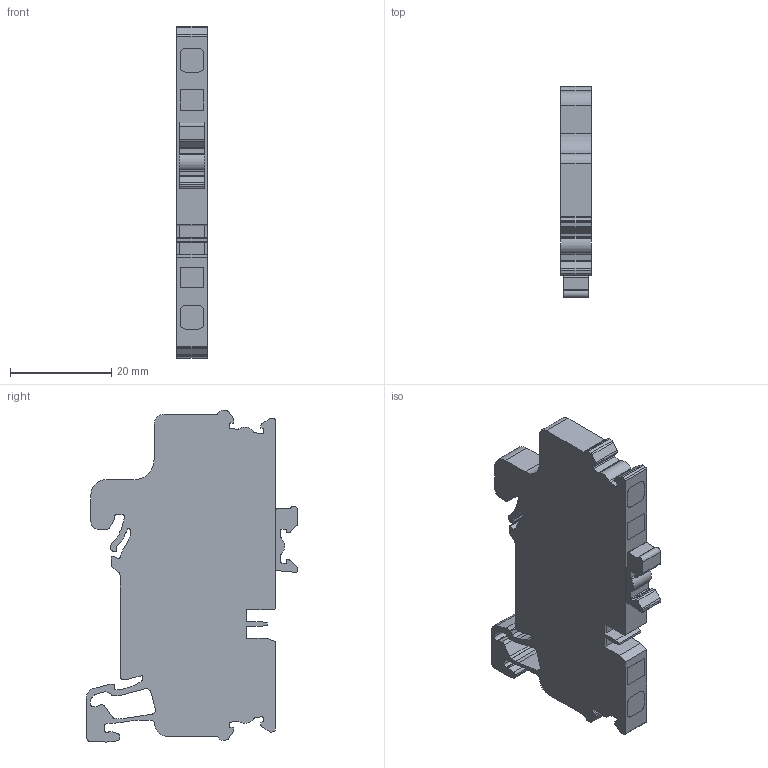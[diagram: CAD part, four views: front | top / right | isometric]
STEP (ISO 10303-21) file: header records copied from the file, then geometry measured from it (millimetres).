
FILE_DESCRIPTION (( 'STEP AP203' ), '1' );
FILE_NAME ('cxk4.STEP', '2024-11-22T12:28:52', ( '' ), ( '' ), 'SwSTEP 2.0', 'SolidWorks 2022', '' );
FILE_SCHEMA (( 'CONFIG_CONTROL_DESIGN' ));
Length unit declared in the file: millimetre
Products named in the file (1): cxk4
Bounding box: 6 x 41.8 x 65.7 mm (x, y, z)
Volume: 11207.7 mm3; surface area: 5755 mm2
Topology: 1 solids, 1 shells, 273 faces, 798 edges, 532 vertices
Faces by surface type: plane 143, cylinder 130
Entity records: 9193 total; most frequent: DIRECTION 1606, CARTESIAN_POINT 1604, ORIENTED_EDGE 1596, EDGE_CURVE 798, LINE 538, VECTOR 538, AXIS2_PLACEMENT_3D 534, VERTEX_POINT 532
